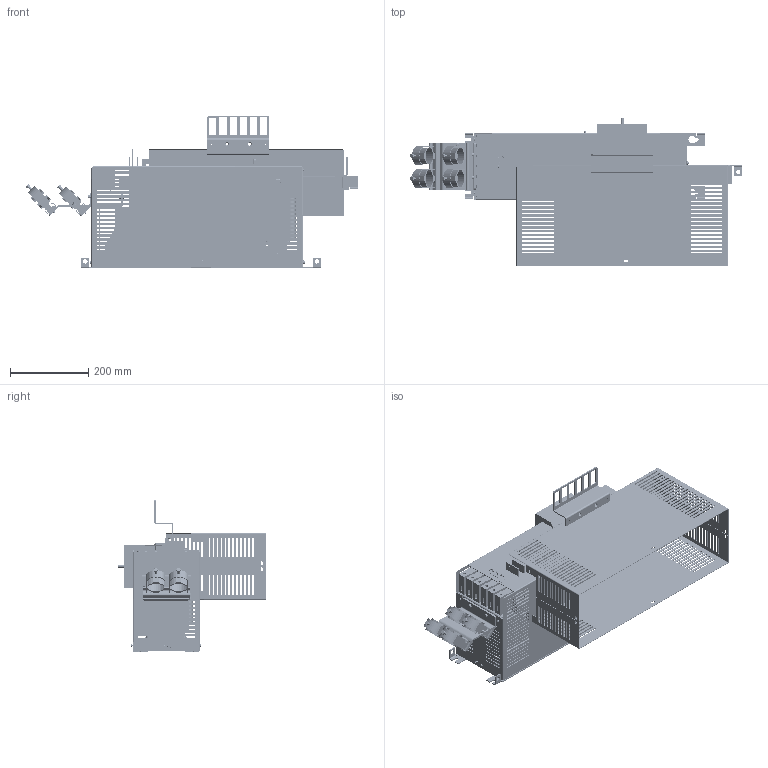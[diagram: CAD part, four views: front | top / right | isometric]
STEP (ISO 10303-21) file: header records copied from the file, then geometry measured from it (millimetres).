
FILE_DESCRIPTION( ( 'Unknown' ), '1' );
FILE_NAME( 'FS21148-75-99.stp', 'Unknown', ( 'Unknown' ), ( 'Unknown' ), 'XStep 1.0', 'Unknown', ' ' );
FILE_SCHEMA( ( 'CONFIG_CONTROL_DESIGN' ) );
Length unit declared in the file: millimetre
Products named in the file (89): Assem1; Assem2; Assem3; Assem4; Assem5; Assem6; Assem7; 1; 2; 3; 4; 5; 6; 7; 8; 9; 10; 11; 12; 13; 14; 15; 16; 17; 18; 19; 20; 21; 22; 23; 24; 25; 26; 27; 28; 29; 30; 31; 32; 33 ...
Bounding box: 846.32 x 377.53 x 390 mm (x, y, z)
Volume: 25375573.3 mm3; surface area: 6193826.2 mm2
Topology: 379 solids, 379 shells, 14067 faces, 33248 edges, 22039 vertices
Faces by surface type: plane 8304, extrusion 4526, cylinder 1065, cone 115, sphere 45, torus 12
Full cylindrical faces by diameter (mm): 1 x20, 2.35 x4, 2.459 x4, 3 x3, 3.2 x4, 3.242 x20, 3.3 x4, 4 x20, 4.134 x11, 4.3 x12, 4.5 x8, 4.917 x18, 5 x11, 5.3 x6, 5.5 x9, 6 x10, 6.5 x18, 6.8 x12, 7 x21, 7.1 x4, 8 x16, 8.3 x8, 8.4 x16, 8.5 x13, 9 x26, 10 x30, 11 x40, 12 x7, 12.3 x8, 17 x16
Entity records: 280449 total; most frequent: CARTESIAN_POINT 150522, ORIENTED_EDGE 27040, DIRECTION 18346, EDGE_CURVE 13520, VECTOR 9382, VERTEX_POINT 9294, B_SPLINE_CURVE_WITH_KNOTS 8029, EDGE_LOOP 7977
